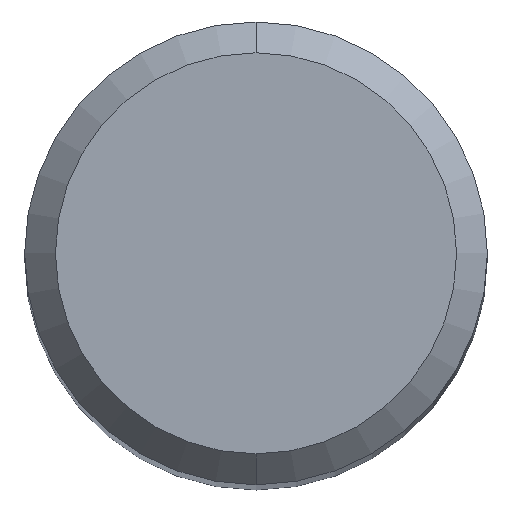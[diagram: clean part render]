
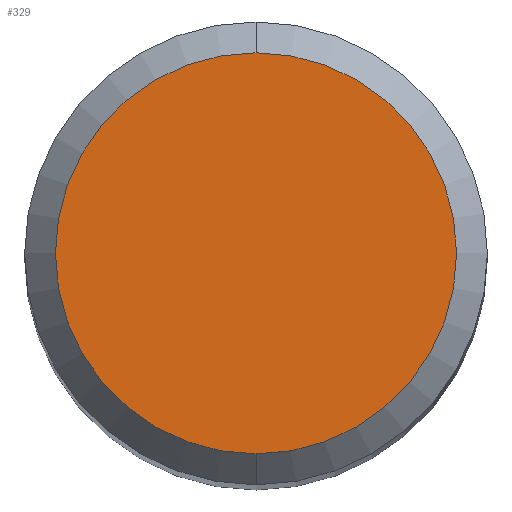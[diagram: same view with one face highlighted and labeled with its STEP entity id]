
A CAD part, top view. The second image highlights one B-rep face of the part: STEP entity #329.
In plain terms, the highlighted planar face has unit normal (0, 0, 1).
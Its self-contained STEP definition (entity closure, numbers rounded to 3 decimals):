
#191=VERTEX_POINT('',#499);
#213=VERTEX_POINT('',#523);
#241=EDGE_CURVE('',#213,#191,#556,.T.);
#329=ADVANCED_FACE('',(#648),#649,.T.);
#339=EDGE_CURVE('',#191,#213,#660,.T.);
#499=CARTESIAN_POINT('',(0.,-2.6,0.0));
#523=CARTESIAN_POINT('',(0.0,2.6,0.0));
#556=CIRCLE('',#921,2.6);
#648=FACE_OUTER_BOUND('',#1149,.T.);
#649=PLANE('',#1150);
#660=CIRCLE('',#1169,2.6);
#921=AXIS2_PLACEMENT_3D('',#1524,#1525,#1526);
#1149=EDGE_LOOP('',(#1595,#1596));
#1150=AXIS2_PLACEMENT_3D('',#1597,#1598,#1599);
#1169=AXIS2_PLACEMENT_3D('',#1611,#1612,#1613);
#1524=CARTESIAN_POINT('',(0.0,0.0,0.0));
#1525=DIRECTION('',(0.0,0.0,-1.0));
#1526=DIRECTION('',(0.0,1.0,0.0));
#1595=ORIENTED_EDGE('',*,*,#241,.F.);
#1596=ORIENTED_EDGE('',*,*,#339,.F.);
#1597=CARTESIAN_POINT('',(0.0,1.3,0.0));
#1598=DIRECTION('',(-0.0,0.0,1.0));
#1599=DIRECTION('',(0.0,-1.0,0.0));
#1611=CARTESIAN_POINT('',(0.0,0.0,0.0));
#1612=DIRECTION('',(0.0,0.0,-1.0));
#1613=DIRECTION('',(0.0,1.0,0.0));
